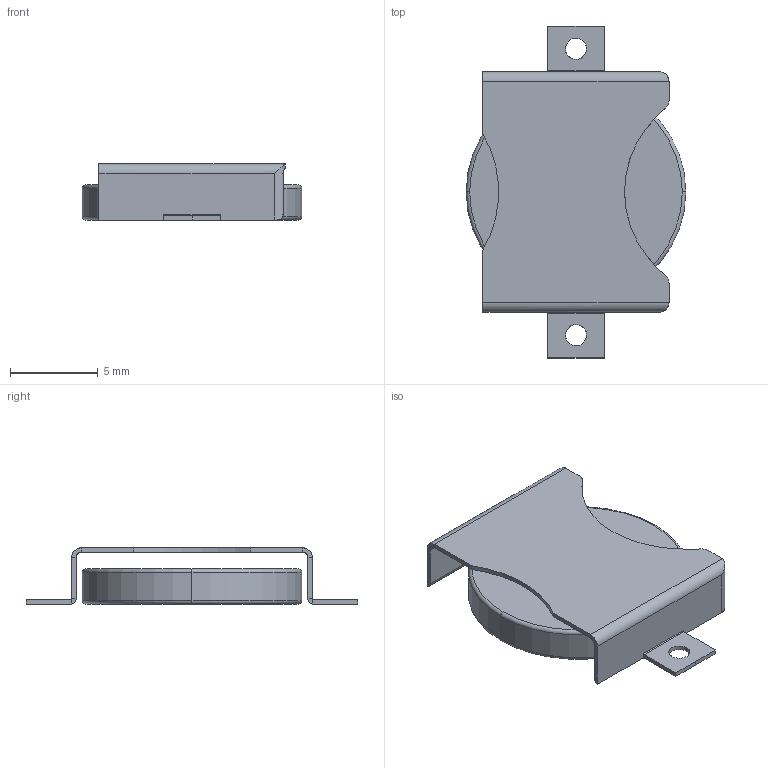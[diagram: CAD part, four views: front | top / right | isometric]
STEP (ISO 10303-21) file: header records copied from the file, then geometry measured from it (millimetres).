
FILE_DESCRIPTION(('CATIA V5 STEP Exchange'),'2;1');
FILE_NAME('SMTM1225.stp','2024-05-26T13:03:20+00:00',('none'),('none'),'CATIA Version 5 Release 19 SP 2 (IN-10)','CATIA V5 STEP AP214','none');
FILE_SCHEMA(('AUTOMOTIVE_DESIGN { 1 0 10303 214 1 1 1 1 }'));
Length unit declared in the file: millimetre
Products named in the file (3): SMTM1225; Body; Pile
Assembly tree (2 placements, depth 2):
  SMTM1225
    Body
    Pile
Bounding box: 12.5 x 18.9 x 3.2 mm (x, y, z)
Volume: 293.2 mm3; surface area: 725.2 mm2
Topology: 2 solids, 2 shells, 56 faces, 149 edges, 98 vertices
Faces by surface type: plane 32, cylinder 20, torus 4
Entity records: 1753 total; most frequent: CARTESIAN_POINT 387, ORIENTED_EDGE 288, DIRECTION 218, EDGE_CURVE 144, VECTOR 93, LINE 93, VERTEX_POINT 92, AXIS2_PLACEMENT_3D 82
